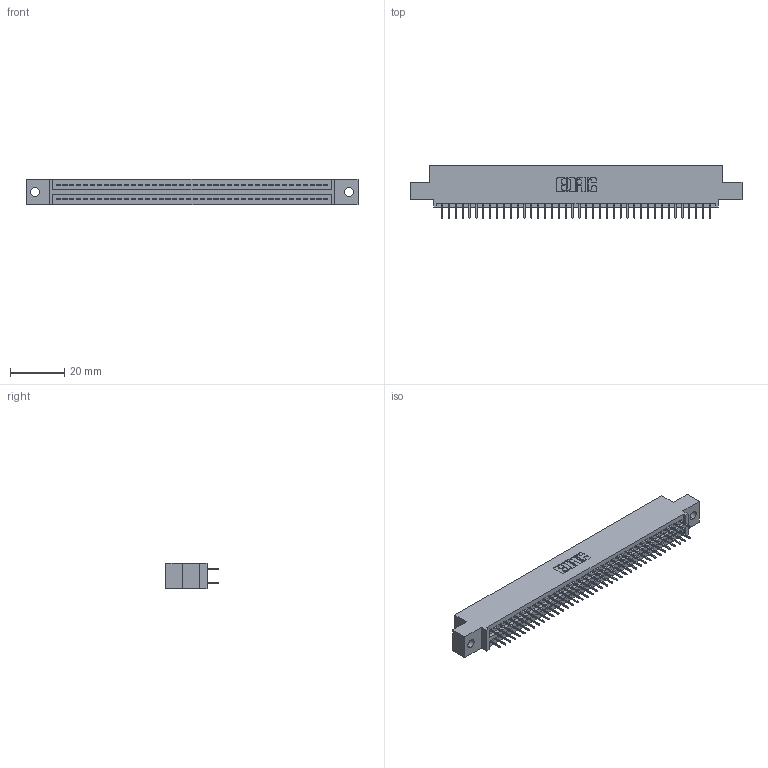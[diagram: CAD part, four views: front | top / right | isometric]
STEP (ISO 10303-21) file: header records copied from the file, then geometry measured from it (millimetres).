
FILE_DESCRIPTION (( 'STEP AP203' ), '1' );
FILE_NAME ('345-080-524-502.STEP', '2018-10-03T16:13:37', ( '' ), ( '' ), 'SwSTEP 2.0', 'SolidWorks 2016', '' );
FILE_SCHEMA (( 'CONFIG_CONTROL_DESIGN' ));
Length unit declared in the file: inch
Products named in the file (3): 345 Part_0.110 Offset - 0.128 Dia; 345-080-524-502; 345-292-001_345-293-124
Assembly tree (81 placements, depth 2):
  345-080-524-502
    345 Part_0.110 Offset - 0.128 Dia
    345-292-001_345-293-124  x80
Bounding box: 122.81 x 19.35 x 9.4 mm (x, y, z)
Volume: 11680.1 mm3; surface area: 16727 mm2
Topology: 81 solids, 81 shells, 4450 faces, 12593 edges, 8074 vertices
Faces by surface type: plane 3204, cylinder 1246
Entity records: 31863 total; most frequent: CARTESIAN_POINT 5344, ORIENTED_EDGE 5278, DIRECTION 4715, EDGE_CURVE 2639, LINE 2351, VECTOR 2351, VERTEX_POINT 1754, AXIS2_PLACEMENT_3D 1182
